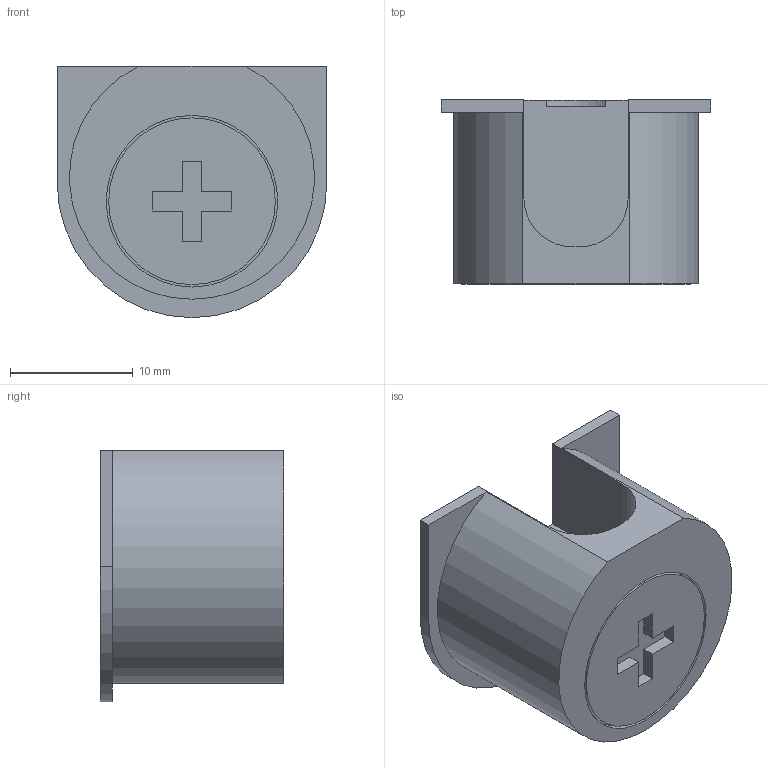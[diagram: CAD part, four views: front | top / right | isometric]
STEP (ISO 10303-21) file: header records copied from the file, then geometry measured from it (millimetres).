
FILE_DESCRIPTION (( 'STEP AP214' ), '1' );
FILE_NAME ('F003080_3D.step', '2022-11-21T18:16:25', ( '' ), ( '' ), 'SwSTEP 2.0', 'SolidWorks 2020', '' );
FILE_SCHEMA (( 'AUTOMOTIVE_DESIGN' ));
Length unit declared in the file: millimetre
Products named in the file (1): F003080_3D
Bounding box: 22 x 15 x 20.5 mm (x, y, z)
Volume: 3902.4 mm3; surface area: 2001.1 mm2
Topology: 1 solids, 1 shells, 50 faces, 132 edges, 88 vertices
Faces by surface type: plane 39, cylinder 11
Entity records: 1572 total; most frequent: CARTESIAN_POINT 271, ORIENTED_EDGE 264, DIRECTION 256, EDGE_CURVE 132, LINE 110, VECTOR 110, VERTEX_POINT 88, AXIS2_PLACEMENT_3D 73
